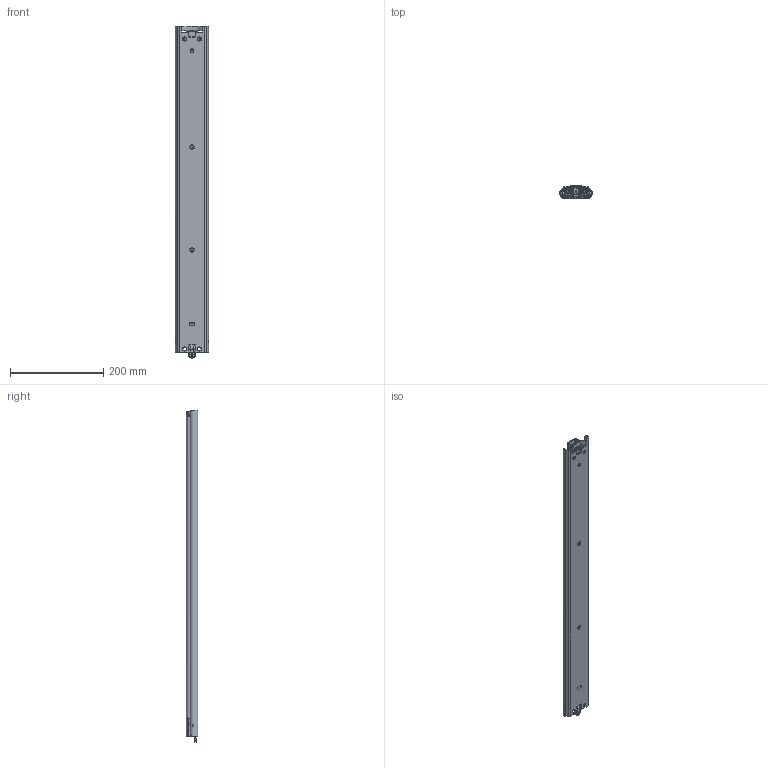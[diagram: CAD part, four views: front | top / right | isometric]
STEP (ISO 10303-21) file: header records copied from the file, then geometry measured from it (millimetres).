
FILE_DESCRIPTION(/* description */ ('CONDOR 700.0 / 1050.0 (25.1mm)'),/* implementation_level */ '2;1');
FILE_NAME(/* name */ '111-M36_01_in.stp',/* time_stamp */ '2024-05-14T09:37:15+02:00',/* author */ ('m.meijers'),/* organization */ (''),/* preprocessor_version */ 'ST-DEVELOPER v18.1',/* originating_system */ 'Autodesk Inventor 2022',/* authorisation */ '');
FILE_SCHEMA (('AUTOMOTIVE_DESIGN { 1 0 10303 214 3 1 1 }'));
Products named in the file (23): 111-M36; 111-M36_1; 111-M36_2; 111-M36_3; 111-M36_4; 111-M36_5; 111-M36_6; 111-M36_7; 111-M36_8; 111-M36_9; 111-M36_10; 111-M36_11; 111-M36_12; 111-M36_13; 111-M36_14; 111-M36_15; 111-M36_16; 111-M36_17; 111-M36_18; 921587; 921615; 921614; 922063
Assembly tree (126 placements, depth 4):
  111-M36
    111-M36_2
    111-M36_1
      111-M36_2
      111-M36_3
    111-M36_4
      111-M36_5
      111-M36_6  x32
    111-M36_7
      111-M36_8
    111-M36_9
      111-M36_10
      111-M36_11  x38
    111-M36_12
      111-M36_13
    111-M36_14
      111-M36_15
      111-M36_16  x36
    111-M36_17
      111-M36_18
      921587
      921615
        921614
        922063
Bounding box: 70.9 x 25.16 x 712.2 mm (x, y, z)
Volume: 431703.9 mm3; surface area: 529862.3 mm2
Topology: 116 solids, 116 shells, 2798 faces, 8162 edges, 5366 vertices
Faces by surface type: plane 1423, cylinder 1149, sphere 110, cone 62, bspline 40, torus 14
Full cylindrical faces by diameter (mm): 2 x1, 4.5 x1, 8 x5, 11 x2, 12 x1
Entity records: 96626 total; most frequent: CARTESIAN_POINT 21990, ORIENTED_EDGE 15694, DIRECTION 15588, EDGE_CURVE 7847, AXIS2_PLACEMENT_3D 5270, VERTEX_POINT 5160, LINE 5048, VECTOR 5048
